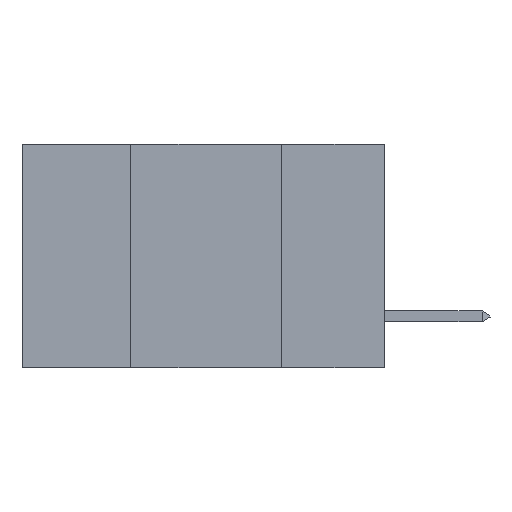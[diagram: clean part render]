
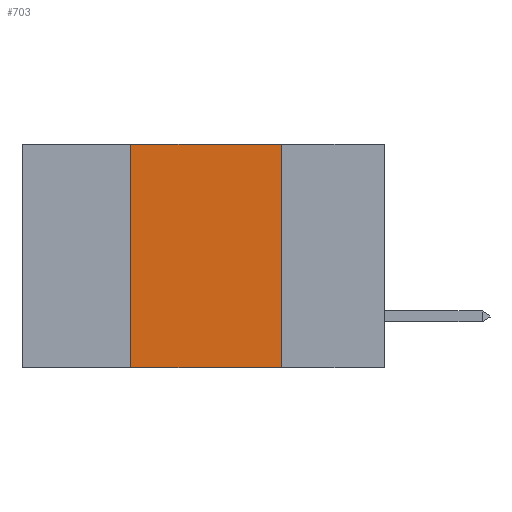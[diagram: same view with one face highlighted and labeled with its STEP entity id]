
A CAD part, left-side view. The second image highlights one B-rep face of the part: STEP entity #703.
In plain terms, the highlighted planar face has unit normal (-1, 0, 0).
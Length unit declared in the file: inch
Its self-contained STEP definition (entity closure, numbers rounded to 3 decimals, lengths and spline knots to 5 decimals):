
#425 = EDGE_CURVE ( 'NONE', #10230, #9599, #7670, .T. ) ;
#703 = ADVANCED_FACE ( 'NONE', ( #3850 ), #12198, .F. ) ;
#1487 = CARTESIAN_POINT ( 'NONE',  ( 0., 0.6, 0. ) ) ;
#3032 = EDGE_LOOP ( 'NONE', ( #7687, #9160, #4934, #9038 ) ) ;
#3850 = FACE_OUTER_BOUND ( 'NONE', #3032, .T. ) ;
#4194 = EDGE_CURVE ( 'NONE', #8761, #12993, #10751, .T. ) ;
#4934 = ORIENTED_EDGE ( 'NONE', *, *, #4194, .F. ) ;
#5504 = CARTESIAN_POINT ( 'NONE',  ( 0., 0.42, 0. ) ) ;
#5590 = CARTESIAN_POINT ( 'NONE',  ( 0., 0.42, 0. ) ) ;
#6348 = DIRECTION ( 'NONE',  ( 0., -1., 0. ) ) ;
#7283 = AXIS2_PLACEMENT_3D ( 'NONE', #1487, #13321, #10111 ) ;
#7344 = VECTOR ( 'NONE', #11753, 39.37008 ) ;
#7533 = CARTESIAN_POINT ( 'NONE',  ( 0., 0.17, -0.37 ) ) ;
#7670 = LINE ( 'NONE', #12805, #7344 ) ;
#7687 = ORIENTED_EDGE ( 'NONE', *, *, #425, .F. ) ;
#8502 = EDGE_CURVE ( 'NONE', #8761, #9599, #13888, .T. ) ;
#8761 = VERTEX_POINT ( 'NONE', #13750 ) ;
#9038 = ORIENTED_EDGE ( 'NONE', *, *, #8502, .T. ) ;
#9160 = ORIENTED_EDGE ( 'NONE', *, *, #10559, .F. ) ;
#9509 = CARTESIAN_POINT ( 'NONE',  ( 0., 0.6, 0. ) ) ;
#9580 = LINE ( 'NONE', #9509, #11231 ) ;
#9599 = VERTEX_POINT ( 'NONE', #7533 ) ;
#10111 = DIRECTION ( 'NONE',  ( 0., 0., -1. ) ) ;
#10230 = VERTEX_POINT ( 'NONE', #11901 ) ;
#10559 = EDGE_CURVE ( 'NONE', #12993, #10230, #9580, .T. ) ;
#10751 = LINE ( 'NONE', #5504, #12294 ) ;
#10838 = DIRECTION ( 'NONE',  ( 0., 0., 1. ) ) ;
#11231 = VECTOR ( 'NONE', #6348, 39.37008 ) ;
#11342 = DIRECTION ( 'NONE',  ( 0., -1., 0. ) ) ;
#11390 = CARTESIAN_POINT ( 'NONE',  ( 0., 0.6, -0.37 ) ) ;
#11753 = DIRECTION ( 'NONE',  ( 0., 0., -1. ) ) ;
#11901 = CARTESIAN_POINT ( 'NONE',  ( 0., 0.17, 0. ) ) ;
#12198 = PLANE ( 'NONE',  #7283 ) ;
#12294 = VECTOR ( 'NONE', #10838, 39.37008 ) ;
#12805 = CARTESIAN_POINT ( 'NONE',  ( 0., 0.17, 0. ) ) ;
#12993 = VERTEX_POINT ( 'NONE', #5590 ) ;
#13003 = VECTOR ( 'NONE', #11342, 39.37008 ) ;
#13321 = DIRECTION ( 'NONE',  ( 1., 0., 0. ) ) ;
#13750 = CARTESIAN_POINT ( 'NONE',  ( 0., 0.42, -0.37 ) ) ;
#13888 = LINE ( 'NONE', #11390, #13003 ) ;
